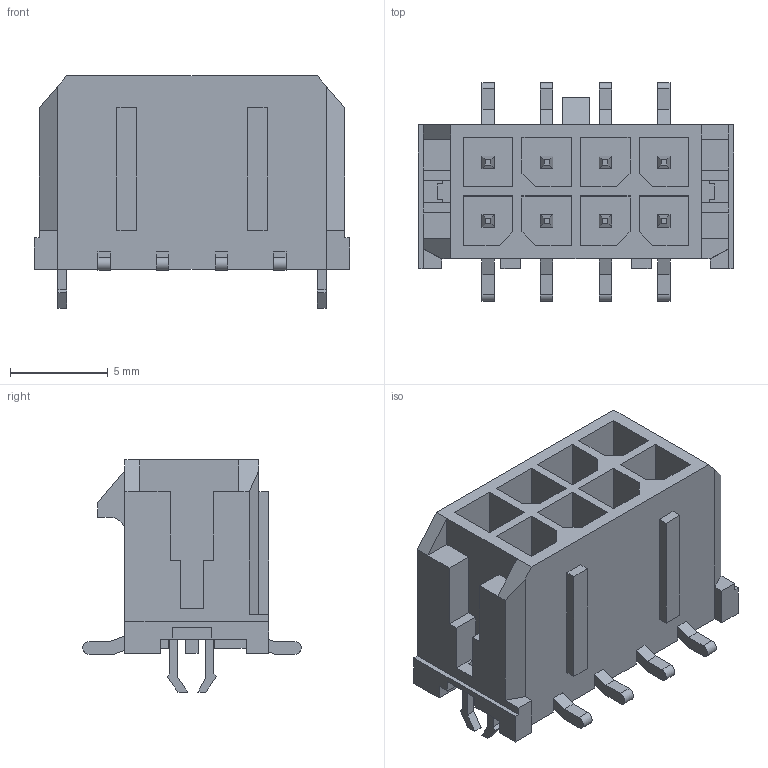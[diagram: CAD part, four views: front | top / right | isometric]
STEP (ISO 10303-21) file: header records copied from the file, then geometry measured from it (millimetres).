
FILE_DESCRIPTION((''),'2;1');
FILE_NAME('430450815','2016-02-03T',('me'),(''),'PRO/ENGINEER BY PARAMETRIC TECHNOLOGY CORPORATION, 2011490','PRO/ENGINEER BY PARAMETRIC TECHNOLOGY CORPORATION, 2011490','');
FILE_SCHEMA(('CONFIG_CONTROL_DESIGN'));
Length unit declared in the file: millimetre
Products named in the file (1): 430450815
Bounding box: 16.15 x 11.2 x 11.91 mm (x, y, z)
Volume: 657.2 mm3; surface area: 1429.7 mm2
Topology: 1 solids, 1 shells, 409 faces, 1075 edges, 693 vertices
Faces by surface type: plane 400, cylinder 9
Entity records: 12176 total; most frequent: CARTESIAN_POINT 2131, ORIENTED_EDGE 2060, DIRECTION 1917, VECTOR 1053, LINE 1053, EDGE_CURVE 1030, VERTEX_POINT 646, AXIS2_PLACEMENT_3D 432
